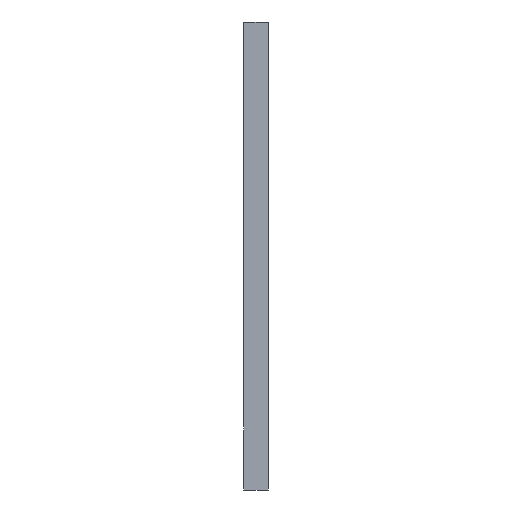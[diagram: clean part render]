
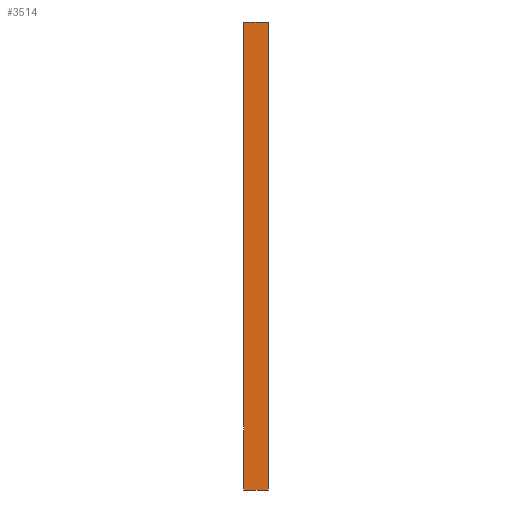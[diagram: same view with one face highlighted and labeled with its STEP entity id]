
A CAD part, front view. The second image highlights one B-rep face of the part: STEP entity #3514.
In plain terms, the highlighted planar face has unit normal (0, -1, 0).
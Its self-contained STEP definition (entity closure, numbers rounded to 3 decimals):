
#28 = VECTOR ( 'NONE', #8187, 1000. ) ;
#110 = DIRECTION ( 'NONE',  ( 0., 0., 1. ) ) ;
#131 = VECTOR ( 'NONE', #7207, 1000. ) ;
#448 = DIRECTION ( 'NONE',  ( 0., -1., 0. ) ) ;
#482 = CARTESIAN_POINT ( 'NONE',  ( 24., 0., 2.5 ) ) ;
#562 = VERTEX_POINT ( 'NONE', #1828 ) ;
#1472 = CARTESIAN_POINT ( 'NONE',  ( -21.5, 0., 2.5 ) ) ;
#1630 = FACE_OUTER_BOUND ( 'NONE', #5388, .T. ) ;
#1805 = LINE ( 'NONE', #8216, #28 ) ;
#1828 = CARTESIAN_POINT ( 'NONE',  ( -21.5, 0., -45.5 ) ) ;
#1936 = VECTOR ( 'NONE', #110, 1000. ) ;
#1997 = ORIENTED_EDGE ( 'NONE', *, *, #3939, .F. ) ;
#2826 = CARTESIAN_POINT ( 'NONE',  ( -24., 0., -45.5 ) ) ;
#2861 = ORIENTED_EDGE ( 'NONE', *, *, #5119, .F. ) ;
#2869 = LINE ( 'NONE', #5159, #131 ) ;
#3061 = CARTESIAN_POINT ( 'NONE',  ( 0., 0., 0. ) ) ;
#3514 = ADVANCED_FACE ( 'NONE', ( #1630 ), #8537, .T. ) ;
#3610 = VERTEX_POINT ( 'NONE', #4583 ) ;
#3716 = LINE ( 'NONE', #482, #7209 ) ;
#3939 = EDGE_CURVE ( 'NONE', #3610, #8131, #8381, .T. ) ;
#4118 = CARTESIAN_POINT ( 'NONE',  ( -24., 0., 2.5 ) ) ;
#4389 = DIRECTION ( 'NONE',  ( 0., 0., -1. ) ) ;
#4583 = CARTESIAN_POINT ( 'NONE',  ( -24., 0., -45.5 ) ) ;
#5119 = EDGE_CURVE ( 'NONE', #8131, #5414, #3716, .T. ) ;
#5159 = CARTESIAN_POINT ( 'NONE',  ( -21.5, 0., 0. ) ) ;
#5194 = EDGE_CURVE ( 'NONE', #5414, #562, #2869, .T. ) ;
#5380 = EDGE_CURVE ( 'NONE', #562, #3610, #1805, .T. ) ;
#5388 = EDGE_LOOP ( 'NONE', ( #7021, #2861, #1997, #8029 ) ) ;
#5414 = VERTEX_POINT ( 'NONE', #1472 ) ;
#5786 = AXIS2_PLACEMENT_3D ( 'NONE', #3061, #448, #4389 ) ;
#5865 = DIRECTION ( 'NONE',  ( 1., 0., 0. ) ) ;
#7021 = ORIENTED_EDGE ( 'NONE', *, *, #5194, .F. ) ;
#7207 = DIRECTION ( 'NONE',  ( 0., 0., -1. ) ) ;
#7209 = VECTOR ( 'NONE', #5865, 1000. ) ;
#8029 = ORIENTED_EDGE ( 'NONE', *, *, #5380, .F. ) ;
#8131 = VERTEX_POINT ( 'NONE', #4118 ) ;
#8187 = DIRECTION ( 'NONE',  ( -1., 0., 0. ) ) ;
#8216 = CARTESIAN_POINT ( 'NONE',  ( -21.5, 0., -45.5 ) ) ;
#8381 = LINE ( 'NONE', #2826, #1936 ) ;
#8537 = PLANE ( 'NONE',  #5786 ) ;
